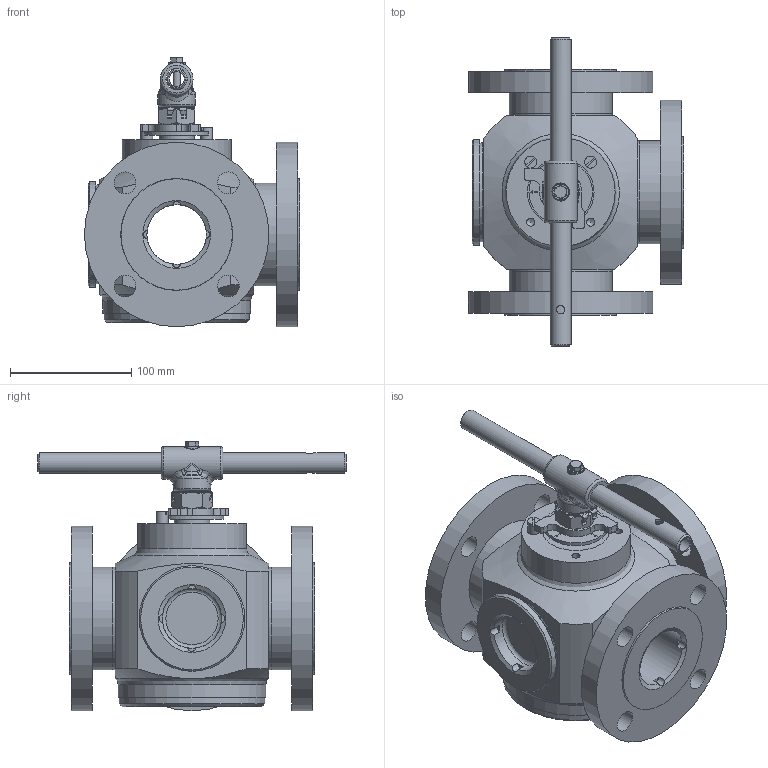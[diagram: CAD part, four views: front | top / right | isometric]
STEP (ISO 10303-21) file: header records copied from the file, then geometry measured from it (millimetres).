
FILE_DESCRIPTION((''),'2;1');
FILE_NAME('GA-B18-20-150-TA1-W-A-1.stp','2011-05-16T13:12:14',('jaday'),(''),'Autodesk Inventor 2009','Autodesk Inventor 2009','');
FILE_SCHEMA(('AUTOMOTIVE_DESIGN { 1 0 10303 214 1 1 1 1 }'));
Length unit declared in the file: millimetre
Products named in the file (15): GA-B18-20-150-TA1-W-A-1; GA-B01820-16156-A-1; GA-B01820-09121-A-1; GA-B01820-95042-A-1; GA-B01820-09120-A-1; GA-B01820-09019-A-1; GA-B18-20-STEM-BUILD-A-1; GA-B01815-02023-A-1; GA-B01815-04000-A-1; GA-B00025-06002-A-1; GA-B00025-52001-A-1; GA-45-25-031-A-1; GA-B81920-01005-A-1; B00025-01026-A-1; M06-8-030-110-A-1
Assembly tree (19 placements, depth 2):
  GA-B18-20-150-TA1-W-A-1
    GA-B01820-16156-A-1
    GA-B01820-09121-A-1  x3
    GA-B01820-95042-A-1  x3
    GA-B01820-09120-A-1
    GA-B01820-09019-A-1
    GA-B18-20-STEM-BUILD-A-1
    GA-B01815-02023-A-1
    GA-B01815-04000-A-1
    GA-B00025-06002-A-1
    GA-B00025-52001-A-1
    GA-45-25-031-A-1  x2
    GA-B81920-01005-A-1
    B00025-01026-A-1
    M06-8-030-110-A-1
Bounding box: 177.7 x 254.5 x 222.55 mm (x, y, z)
Volume: 2593336.5 mm3; surface area: 439139.4 mm2
Topology: 19 solids, 19 shells, 471 faces, 1110 edges, 702 vertices
Faces by surface type: plane 207, cylinder 152, bspline 55, cone 50, torus 7
Full cylindrical faces by diameter (mm): 6 x1, 7 x5, 9.875 x2, 12.48 x1, 17.1 x1, 17.75 x2, 18 x12, 19 x1, 27 x1, 29.075 x1, 31 x1, 49.25 x9, 52.5 x1, 55.085 x1, 75.125 x1, 77.125 x4, 81.725 x5, 83.023 x4, 84.82 x1, 84.822 x3, 84.96 x3, 85.625 x3, 87.25 x1, 90 x1, 92.04 x1, 92.1 x3, 92.525 x3, 101.7 x2, 101.935 x1, 103.023 x1
Entity records: 14619 total; most frequent: CARTESIAN_POINT 5535, DIRECTION 1795, ORIENTED_EDGE 1682, EDGE_CURVE 841, AXIS2_PLACEMENT_3D 718, VERTEX_POINT 578, EDGE_LOOP 561, FACE_OUTER_BOUND 404
